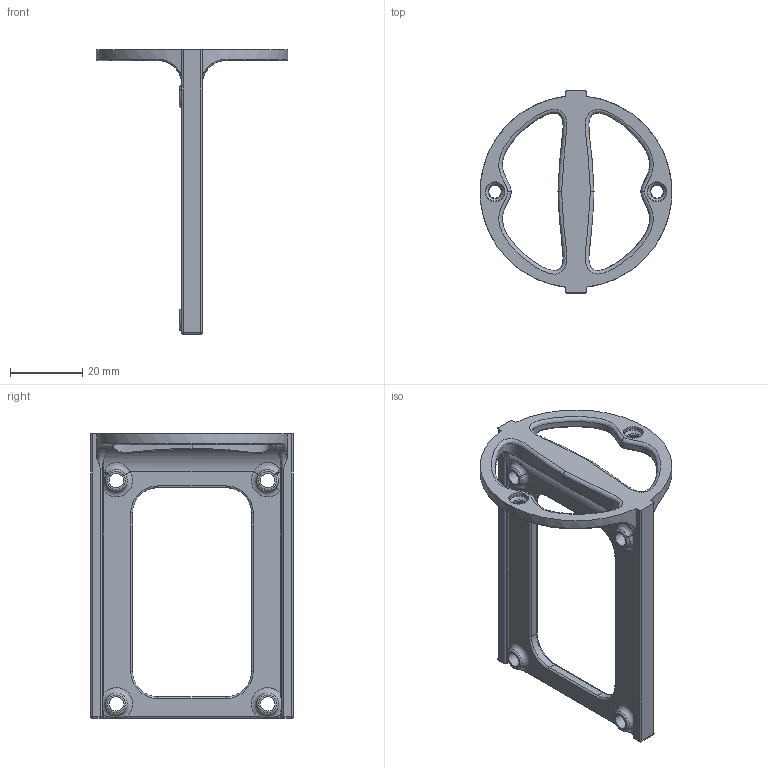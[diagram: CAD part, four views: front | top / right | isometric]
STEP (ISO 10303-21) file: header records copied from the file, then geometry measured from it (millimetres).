
FILE_DESCRIPTION(/* description */ ('','CAx-IF Rec.Pracs.---Representation and Presentation of Product Manufacturing Information (PMI)---4.0---2014-10-13'),/* implementation_level */ '2;1');
FILE_NAME(/* name */ 'sisrakenne v15.step',/* time_stamp */ '2025-03-16T20:23:38+02:00',/* author */ (''),/* organization */ (''),/* preprocessor_version */ 'ST-DEVELOPER v20',/* originating_system */ 'Autodesk Translation Framework v13.20.0.188',/* authorisation */ '');
FILE_SCHEMA (('AP242_MANAGED_MODEL_BASED_3D_ENGINEERING_MIM_LF { 1 0 10303 442 1 1 4 }'));
Length unit declared in the file: millimetre
Products named in the file (1): sisärakenne
Bounding box: 53.26 x 56.16 x 78.9 mm (x, y, z)
Volume: 12668.5 mm3; surface area: 9610.4 mm2
Topology: 1 solids, 1 shells, 156 faces, 383 edges, 227 vertices
Faces by surface type: cylinder 52, bspline 36, torus 36, plane 26, sphere 4, cone 2
Full cylindrical faces by diameter (mm): 3.5 x2, 4 x4, 5.5 x2
Entity records: 7167 total; most frequent: CARTESIAN_POINT 3540, ORIENTED_EDGE 766, DIRECTION 752, EDGE_CURVE 383, AXIS2_PLACEMENT_3D 321, VERTEX_POINT 227, CIRCLE 200, EDGE_LOOP 172
